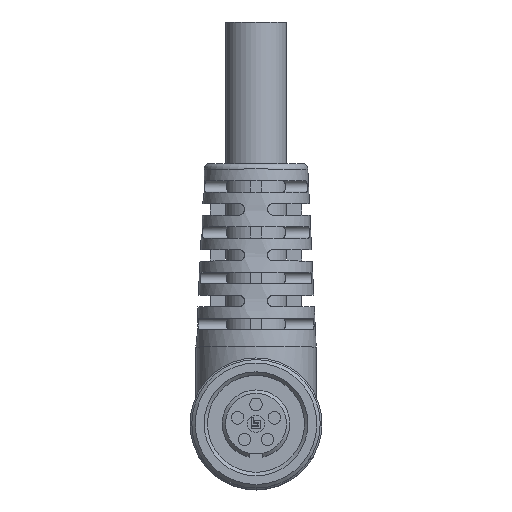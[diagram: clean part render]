
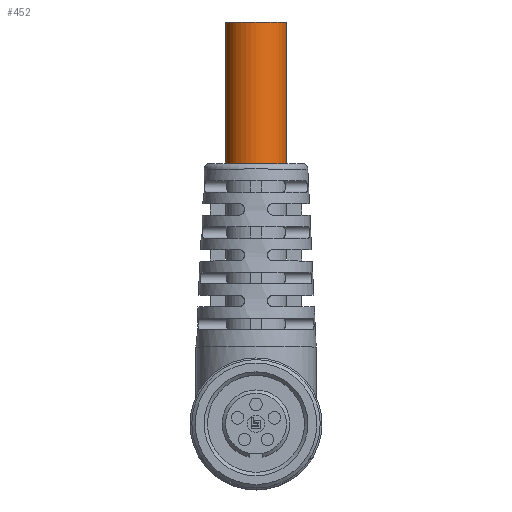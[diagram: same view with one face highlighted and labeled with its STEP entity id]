
A CAD part, top view. The second image highlights one B-rep face of the part: STEP entity #452.
In plain terms, the highlighted cylindrical face has radius 2.65 mm (diameter 5.3 mm), a full revolution.
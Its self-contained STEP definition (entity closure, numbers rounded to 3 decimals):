
#227=FACE_BOUND('',#923,.T.);
#228=FACE_BOUND('',#924,.T.);
#452=ADVANCED_FACE('',(#227,#228),#575,.T.);
#575=CYLINDRICAL_SURFACE('',#3692,2.65);
#923=EDGE_LOOP('',(#2326));
#924=EDGE_LOOP('',(#2327));
#2326=ORIENTED_EDGE('',*,*,#2989,.T.);
#2327=ORIENTED_EDGE('',*,*,#3212,.T.);
#2646=VERTEX_POINT('',#6486);
#2767=VERTEX_POINT('',#7436);
#2989=EDGE_CURVE('',#2646,#2646,#3359,.T.);
#3212=EDGE_CURVE('',#2767,#2767,#3408,.T.);
#3359=CIRCLE('',#3534,2.65);
#3408=CIRCLE('',#3691,2.65);
#3534=AXIS2_PLACEMENT_3D('',#6485,#4000,#4001);
#3691=AXIS2_PLACEMENT_3D('',#7435,#4474,#4475);
#3692=AXIS2_PLACEMENT_3D('',#7437,#4476,#4477);
#4000=DIRECTION('',(0.,1.,0.));
#4001=DIRECTION('',(0.,0.,1.));
#4474=DIRECTION('',(0.,-1.,0.));
#4475=DIRECTION('',(-1.,0.,0.));
#4476=DIRECTION('',(0.,1.,0.));
#4477=DIRECTION('',(1.,0.,0.));
#6485=CARTESIAN_POINT('',(0.,22.75,-24.05));
#6486=CARTESIAN_POINT('',(0.,22.75,-21.4));
#7435=CARTESIAN_POINT('',(0.,35.1,-24.05));
#7436=CARTESIAN_POINT('',(-2.65,35.1,-24.05));
#7437=CARTESIAN_POINT('',(0.,5.1,-24.05));
